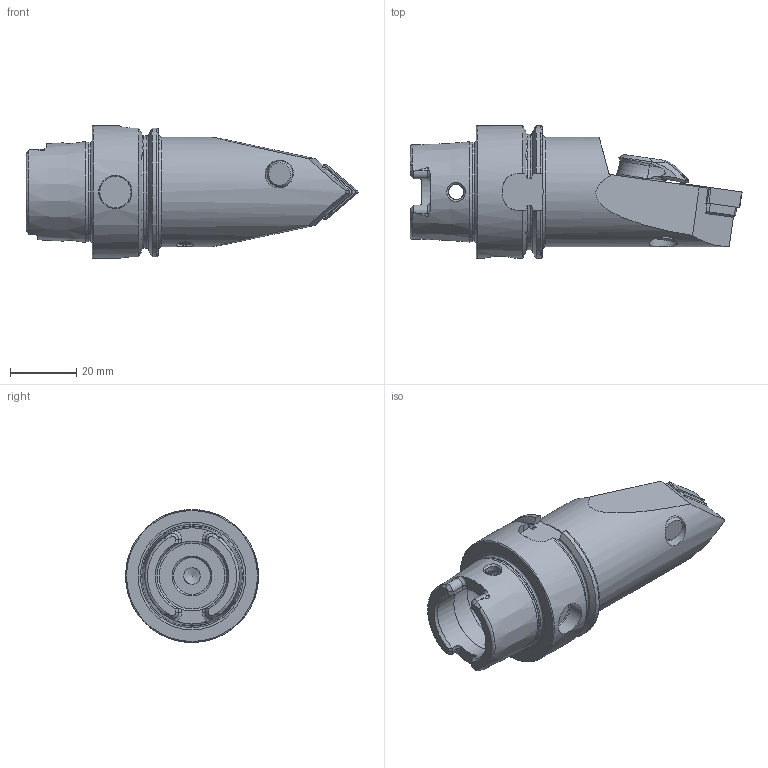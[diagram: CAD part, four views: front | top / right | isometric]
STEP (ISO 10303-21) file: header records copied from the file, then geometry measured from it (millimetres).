
FILE_DESCRIPTION (( 'STEP AP214' ), '1' );
FILE_NAME ('HA4.PCD.NMA.080-HP.STEP', '2026-03-05T09:27:42', ( '' ), ( '' ), 'SwSTEP 2.0', 'SolidWorks 2022', '' );
FILE_SCHEMA (( 'AUTOMOTIVE_DESIGN' ));
Length unit declared in the file: millimetre
Products named in the file (15): CNMG120404; CHP-ER1.008.011_A; DIN 3771 - 6.5x1.5; WCD-ER3.101.000_A; HA4-PCD.NMA.080-HP_C_Fertigbearbeitung; DIN 7991 - M5x18; HA4.PCD.NMA.080-HP; ISO 8752 2x8; CHP-PCX.000.022_Düse; CHP-PCX.000.022_B; WCD-ER4.101.017_A; WCD-ER1.101.000; ISO 4026 - M5 x 5; WCD-ER2.101.003_A; DIN 3771 - 13x1
Assembly tree (14 placements, depth 3):
  HA4.PCD.NMA.080-HP
    HA4-PCD.NMA.080-HP_C_Fertigbearbeitung
    WCD-ER2.101.003_A
    WCD-ER3.101.000_A
    WCD-ER4.101.017_A
    WCD-ER1.101.000
    CHP-ER1.008.011_A
    CHP-PCX.000.022_Düse
      CHP-PCX.000.022_B
      DIN 3771 - 13x1
      DIN 3771 - 6.5x1.5
      DIN 7991 - M5x18
    ISO 8752 2x8
    CNMG120404
    ISO 4026 - M5 x 5
Bounding box: 99.9 x 40 x 40 mm (x, y, z)
Volume: 54071.7 mm3; surface area: 20767.6 mm2
Topology: 13 solids, 13 shells, 473 faces, 1212 edges, 758 vertices
Faces by surface type: plane 180, cylinder 118, cone 77, bspline 51, torus 47
Full cylindrical faces by diameter (mm): 2 x1, 3 x1, 3.3 x1, 3.55 x1, 4.2 x6, 4.6 x2, 5 x3, 5.16 x1, 5.3 x2, 5.5 x1, 6.4 x1, 6.55 x1, 7 x2, 7.9 x2, 8 x2, 8.4 x1, 10 x2, 11 x1, 12.5 x1, 13 x1, 13.4 x1, 14.85 x2, 15 x1, 21 x2, 25.5 x1, 29.707 x1, 33 x1, 40 x1
Entity records: 18523 total; most frequent: CARTESIAN_POINT 7735, ORIENTED_EDGE 2116, DIRECTION 1923, EDGE_CURVE 1058, AXIS2_PLACEMENT_3D 762, VERTEX_POINT 716, EDGE_LOOP 600, FACE_OUTER_BOUND 529
